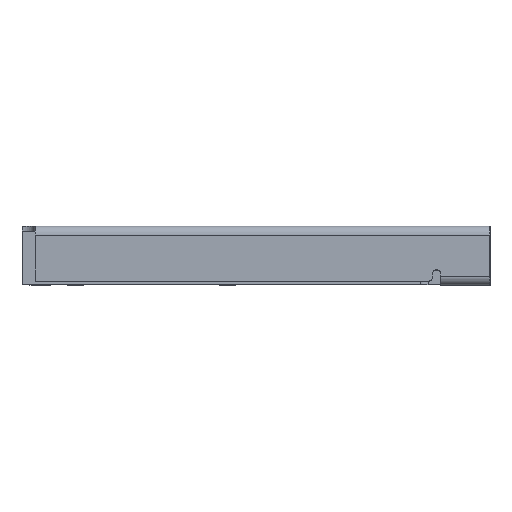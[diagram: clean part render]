
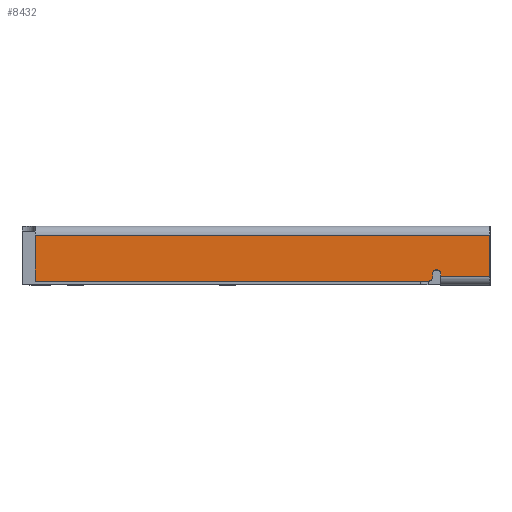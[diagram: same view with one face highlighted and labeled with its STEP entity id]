
A CAD part, left-side view. The second image highlights one B-rep face of the part: STEP entity #8432.
In plain terms, the highlighted planar face has unit normal (-1, 0, 0).
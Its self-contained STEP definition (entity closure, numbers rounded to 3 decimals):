
#340=CIRCLE('',#9026,0.1);
#341=CIRCLE('',#9027,0.1);
#748=FACE_OUTER_BOUND('',#1182,.T.);
#1182=EDGE_LOOP('',(#6535,#6536,#6537,#6538,#6539,#6540,#6541,#6542,#6543));
#1997=LINE('',#13144,#2962);
#1998=LINE('',#13148,#2963);
#2002=LINE('',#13162,#2967);
#2013=LINE('',#13200,#2978);
#2020=LINE('',#13222,#2985);
#2021=LINE('',#13225,#2986);
#2022=LINE('',#13229,#2987);
#2962=VECTOR('',#10498,1.12);
#2963=VECTOR('',#10503,11.08);
#2967=VECTOR('',#10515,1.);
#2978=VECTOR('',#10548,0.06);
#2985=VECTOR('',#10571,1.2);
#2986=VECTOR('',#10574,9.58);
#2987=VECTOR('',#10577,0.08);
#3927=VERTEX_POINT('',#13141);
#3928=VERTEX_POINT('',#13143);
#3929=VERTEX_POINT('',#13147);
#3935=VERTEX_POINT('',#13161);
#3950=VERTEX_POINT('',#13197);
#3951=VERTEX_POINT('',#13199);
#3959=VERTEX_POINT('',#13224);
#3960=VERTEX_POINT('',#13226);
#3961=VERTEX_POINT('',#13228);
#4903=EDGE_CURVE('',#3927,#3928,#1997,.T.);
#4905=EDGE_CURVE('',#3928,#3929,#1998,.T.);
#4912=EDGE_CURVE('',#3935,#3929,#2002,.T.);
#4931=EDGE_CURVE('',#3950,#3951,#2013,.T.);
#4943=EDGE_CURVE('',#3935,#3950,#2020,.T.);
#4944=EDGE_CURVE('',#3959,#3927,#2021,.T.);
#4945=EDGE_CURVE('',#3959,#3960,#340,.T.);
#4946=EDGE_CURVE('',#3961,#3960,#2022,.T.);
#4947=EDGE_CURVE('',#3961,#3951,#341,.T.);
#6535=ORIENTED_EDGE('',*,*,#4903,.F.);
#6536=ORIENTED_EDGE('',*,*,#4944,.F.);
#6537=ORIENTED_EDGE('',*,*,#4945,.T.);
#6538=ORIENTED_EDGE('',*,*,#4946,.F.);
#6539=ORIENTED_EDGE('',*,*,#4947,.T.);
#6540=ORIENTED_EDGE('',*,*,#4931,.F.);
#6541=ORIENTED_EDGE('',*,*,#4943,.F.);
#6542=ORIENTED_EDGE('',*,*,#4912,.T.);
#6543=ORIENTED_EDGE('',*,*,#4905,.F.);
#8119=PLANE('',#9025);
#8432=ADVANCED_FACE('',(#748),#8119,.T.);
#9025=AXIS2_PLACEMENT_3D('',#13223,#10572,#10573);
#9026=AXIS2_PLACEMENT_3D('',#13227,#10575,#10576);
#9027=AXIS2_PLACEMENT_3D('',#13230,#10578,#10579);
#10498=DIRECTION('',(0.,0.,1.));
#10503=DIRECTION('',(0.,-1.,0.));
#10515=DIRECTION('',(0.,0.,1.));
#10548=DIRECTION('',(0.,0.,1.));
#10571=DIRECTION('',(0.,1.,0.));
#10572=DIRECTION('center_axis',(-1.,0.,0.));
#10573=DIRECTION('ref_axis',(0.,1.,0.));
#10574=DIRECTION('',(0.,1.,0.));
#10575=DIRECTION('center_axis',(-1.,0.,0.));
#10576=DIRECTION('ref_axis',(0.,0.,-1.));
#10577=DIRECTION('',(0.,0.,-1.));
#10578=DIRECTION('center_axis',(1.,0.,0.));
#10579=DIRECTION('ref_axis',(0.,1.,0.));
#13141=CARTESIAN_POINT('',(38.495,3.667,-0.5));
#13143=CARTESIAN_POINT('',(38.495,3.667,0.62));
#13144=CARTESIAN_POINT('',(38.495,3.667,-0.5));
#13147=CARTESIAN_POINT('',(38.495,-7.413,0.62));
#13148=CARTESIAN_POINT('',(38.495,3.667,0.62));
#13161=CARTESIAN_POINT('',(38.495,-7.413,-0.38));
#13162=CARTESIAN_POINT('',(38.495,-7.413,-0.38));
#13197=CARTESIAN_POINT('',(38.495,-6.213,-0.38));
#13199=CARTESIAN_POINT('',(38.495,-6.213,-0.32));
#13200=CARTESIAN_POINT('',(38.495,-6.213,-0.38));
#13222=CARTESIAN_POINT('',(38.495,-7.413,-0.38));
#13223=CARTESIAN_POINT('Origin',(38.495,-9.763,0.771));
#13224=CARTESIAN_POINT('',(38.495,-5.913,-0.5));
#13225=CARTESIAN_POINT('',(38.495,-5.913,-0.5));
#13226=CARTESIAN_POINT('',(38.495,-6.013,-0.4));
#13227=CARTESIAN_POINT('Origin',(38.495,-5.913,-0.4));
#13228=CARTESIAN_POINT('',(38.495,-6.013,-0.32));
#13229=CARTESIAN_POINT('',(38.495,-6.013,-0.32));
#13230=CARTESIAN_POINT('Origin',(38.495,-6.113,-0.32));
